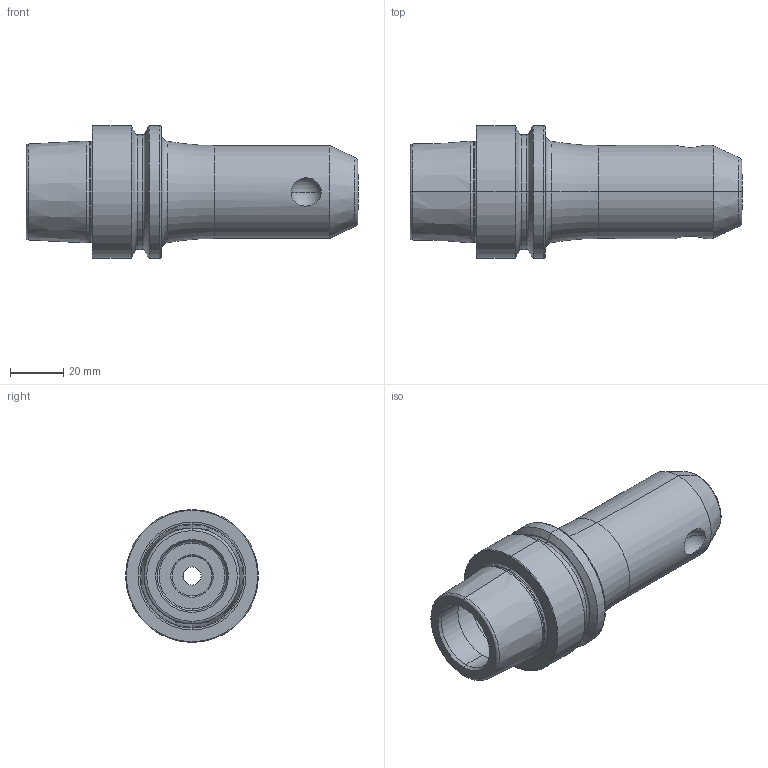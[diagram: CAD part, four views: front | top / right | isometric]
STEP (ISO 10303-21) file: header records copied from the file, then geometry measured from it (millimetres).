
FILE_DESCRIPTION (( 'STEP AP214' ), '1' );
FILE_NAME ('HE5.W10.K01.100.STEP', '2020-02-06T08:33:06', ( '' ), ( '' ), 'SwSTEP 2.0', 'SolidWorks 2017', '' );
FILE_SCHEMA (( 'AUTOMOTIVE_DESIGN' ));
Length unit declared in the file: millimetre
Products named in the file (3): HE5.W10.K01.100; W10-ER1.001.012; HE5-W10.K01.100_B_Fertigbearbeitung
Assembly tree (2 placements, depth 2):
  HE5.W10.K01.100
    HE5-W10.K01.100_B_Fertigbearbeitung
    W10-ER1.001.012
Bounding box: 124.9 x 50 x 50 mm (x, y, z)
Volume: 117099.5 mm3; surface area: 25330.9 mm2
Topology: 2 solids, 2 shells, 111 faces, 228 edges, 130 vertices
Faces by surface type: torus 32, cylinder 30, cone 26, plane 19, bspline 2, sphere 2
Entity records: 3842 total; most frequent: CARTESIAN_POINT 843, DIRECTION 586, ORIENTED_EDGE 452, AXIS2_PLACEMENT_3D 256, EDGE_CURVE 226, CIRCLE 142, VERTEX_POINT 130, EDGE_LOOP 126
